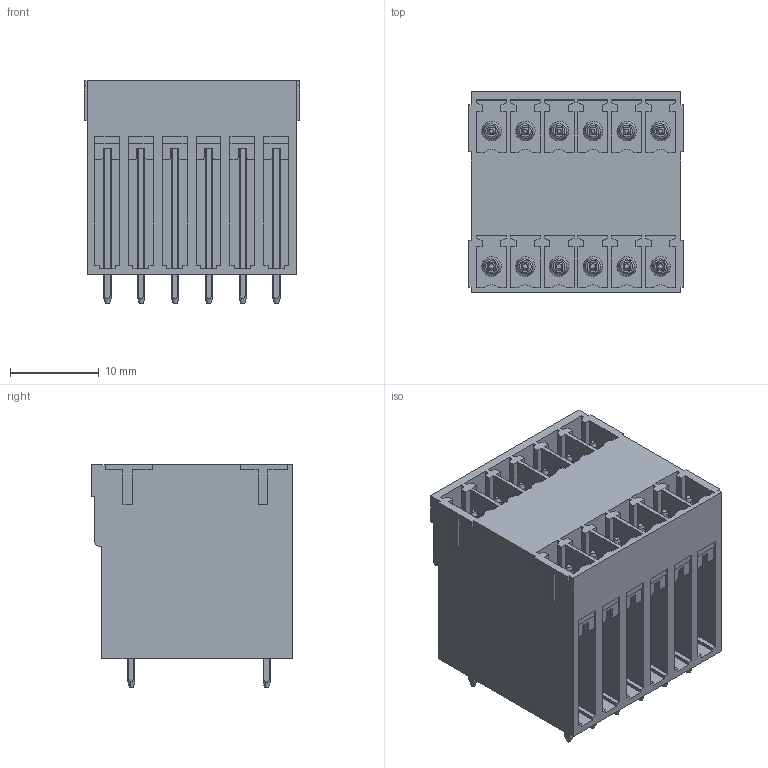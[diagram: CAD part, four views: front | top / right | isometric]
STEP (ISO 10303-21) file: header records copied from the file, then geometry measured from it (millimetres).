
FILE_DESCRIPTION(('CATIA V5 STEP Exchange','CAx-IF Rec.Pracs.--- Model Styling and Organization---1.2---2011-12-15'),'2;1');
FILE_NAME ('D1447175_0_1030990000_1030990000.stp','2018-10-06T04:38:28+00:00',('none'),('Weidmueller'),'CATIA Version 5-6 Release 2014','CATIA V5 STEP AP214','none');
FILE_SCHEMA(('AUTOMOTIVE_DESIGN { 1 0 10303 214 1 1 1 1 }'));
Length unit declared in the file: millimetre
Products named in the file (1): 1030990000
Bounding box: 24.25 x 22.7 x 25.1 mm (x, y, z)
Volume: 9257.4 mm3; surface area: 6633.2 mm2
Topology: 13 solids, 13 shells, 710 faces, 1938 edges, 1284 vertices
Faces by surface type: plane 480, cylinder 134, cone 72, torus 24
Entity records: 22555 total; most frequent: CARTESIAN_POINT 6433, ORIENTED_EDGE 3876, DIRECTION 2376, EDGE_CURVE 1938, VECTOR 1382, LINE 1382, VERTEX_POINT 1284, EDGE_LOOP 776
